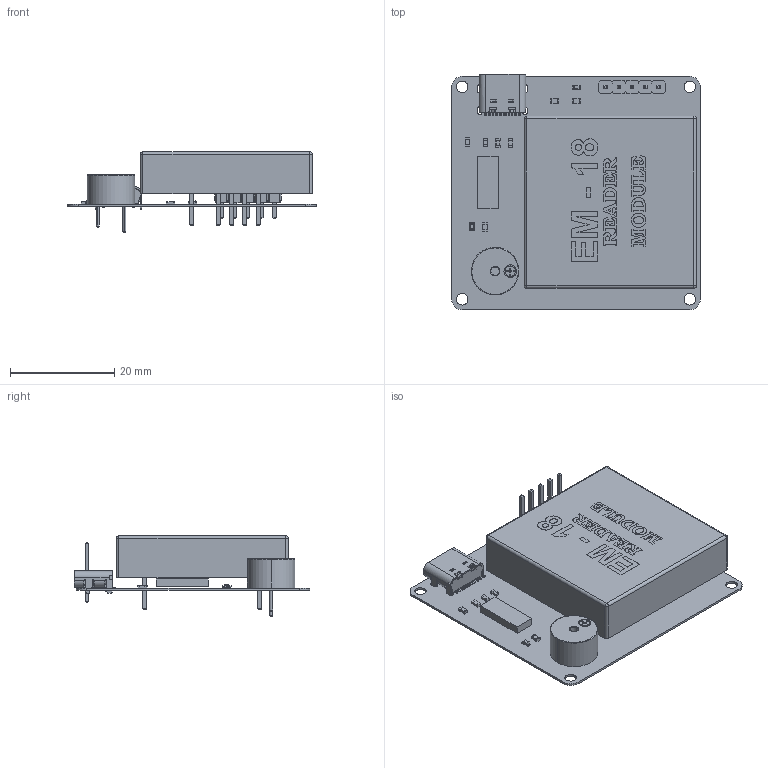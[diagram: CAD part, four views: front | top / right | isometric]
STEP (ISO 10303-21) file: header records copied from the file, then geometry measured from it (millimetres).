
FILE_DESCRIPTION(('Open CASCADE Model'),'2;1');
FILE_NAME('Open CASCADE Shape Model','2023-11-27T12:05:13',('Author'),( 'Open CASCADE'),'Open CASCADE STEP processor 7.5','Open CASCADE 7.5' ,'Unknown');
FILE_SCHEMA(('AUTOMOTIVE_DESIGN { 1 0 10303 214 1 1 1 1 }'));
Length unit declared in the file: millimetre
Products named in the file (41): PCB; Board; Open CASCADE STEP translator 7.5 3.1.1; USB1; TYPE-C-31-M-12--3DModel-STEP-56544; TYPE-C-31-M-12; R4; SW3DPS-RESISTOR 0603-DEFAULT; R3; U2; User Library-EM-18; U1; 15530272; Extruded; R2; R1; L2; User Library-LED_0603_R; User Library-LED_0603_R_Pocket002; User Library-LED_0603_R_Pad004; User Library-LED_0603_R_Fillet; User Library-LED_0603_R_Pocket001; User Library-LED_0603_R_Pad; L1; C3; User Library-Chip Cap_MLCC_0603 (1608); C2; C1; CN1; 71071830; B1; User Library-Buzzer_9mm; User Library-Buzzer_9mm_Membran; User Library-Buzzer_9mm_Pin_-; User Library-Buzzer_9mm_Pin_+; User Library-Buzzer_9mm_Fillet003
Assembly tree (46 placements, depth 4):
  PCB
    Board
      Open CASCADE STEP translator 7.5 3.1.1
    USB1
      TYPE-C-31-M-12--3DModel-STEP-56544
        TYPE-C-31-M-12
    R4
      SW3DPS-RESISTOR 0603-DEFAULT
    R3
      SW3DPS-RESISTOR 0603-DEFAULT
    U2
      User Library-EM-18
    U1
      15530272
        Extruded
    R2
      SW3DPS-RESISTOR 0603-DEFAULT
    R1
      SW3DPS-RESISTOR 0603-DEFAULT
    L2
      User Library-LED_0603_R
        User Library-LED_0603_R_Pocket002
        User Library-LED_0603_R_Pad004
        User Library-LED_0603_R_Fillet
        User Library-LED_0603_R_Pocket001
        User Library-LED_0603_R_Pad
    L1
      User Library-LED_0603_R
        User Library-LED_0603_R_Pocket002
        User Library-LED_0603_R_Pad004
        User Library-LED_0603_R_Fillet
        User Library-LED_0603_R_Pocket001
        User Library-LED_0603_R_Pad
    C3
      User Library-Chip Cap_MLCC_0603 (1608)
    C2
      User Library-Chip Cap_MLCC_0603 (1608)
    C1
      User Library-Chip Cap_MLCC_0603 (1608)
    CN1
      71071830
      71071830
      71071830
      71071830
      71071830
      71071830
    B1
      User Library-Buzzer_9mm
        User Library-Buzzer_9mm_Membran
        User Library-Buzzer_9mm_Pin_-
        User Library-Buzzer_9mm_Pin_+
        User Library-Buzzer_9mm_Fillet003
Bounding box: 47.63 x 45.13 x 15.45 mm (x, y, z)
Volume: 1491.2 mm3; surface area: 10845.7 mm2
Topology: 69 solids, 99 shells, 1530 faces, 3980 edges, 2620 vertices
Faces by surface type: plane 1162, cylinder 255, bspline 89, cone 20, sphere 4
Full cylindrical faces by diameter (mm): 0.75 x2, 0.8 x2, 1 x10, 1.016 x5, 2.2 x4
Entity records: 49860 total; most frequent: CARTESIAN_POINT 11934, ORIENTED_EDGE 6537, DIRECTION 6294, EDGE_CURVE 3543, LINE 2872, VECTOR 2872, VERTEX_POINT 2366, AXIS2_PLACEMENT_3D 1711
